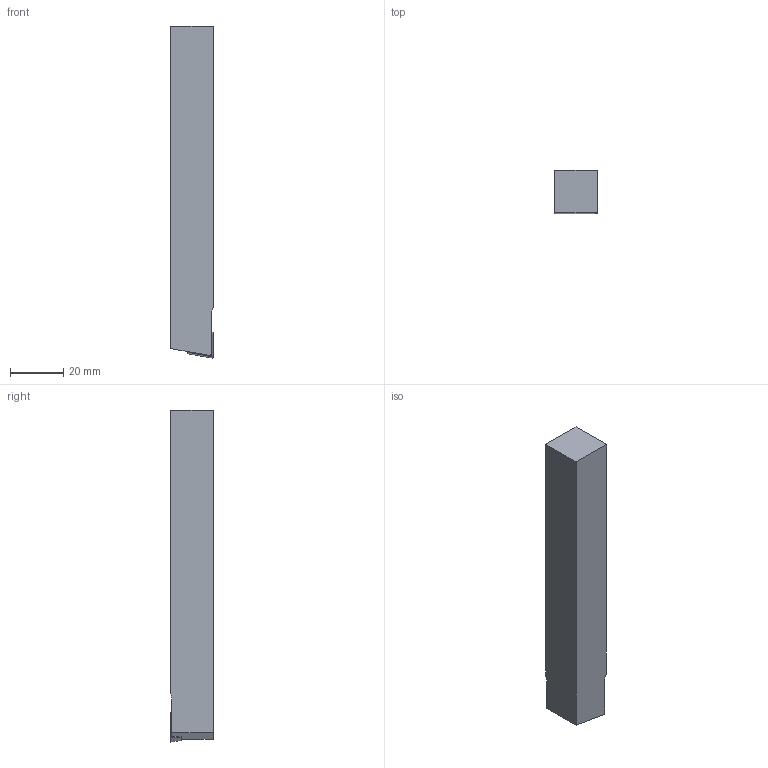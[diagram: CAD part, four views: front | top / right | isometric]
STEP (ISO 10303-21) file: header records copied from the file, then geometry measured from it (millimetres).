
FILE_DESCRIPTION(/* description */ (''),/* implementation_level */ '2;1');
FILE_NAME(/* name */ 'SCACL1616K09_S_203443960ndi000_00_SIM.stp',/* time_stamp */ '2021-04-09T11:22:13+02:00',/* author */ (''),/* organization */ (''),/* preprocessor_version */ 'ST-DEVELOPER v16.7',/* originating_system */ 'SIEMENS PLM Software NX 12.0',/* authorisation */ '');
FILE_SCHEMA (('AUTOMOTIVE_DESIGN { 1 0 10303 214 3 1 1 1 }'));
Length unit declared in the file: millimetre
Products named in the file (1): mp541BBC90E8a8it
Bounding box: 16 x 16 x 125 mm (x, y, z)
Volume: 31185 mm3; surface area: 8690.2 mm2
Topology: 2 solids, 2 shells, 30 faces, 81 edges, 64 vertices
Faces by surface type: plane 18, cylinder 10, torus 1, cone 1
Full cylindrical faces by diameter (mm): 4.4 x2
Entity records: 978 total; most frequent: DIRECTION 162, CARTESIAN_POINT 157, ORIENTED_EDGE 136, EDGE_CURVE 68, AXIS2_PLACEMENT_3D 56, LINE 50, VECTOR 50, VERTEX_POINT 47
